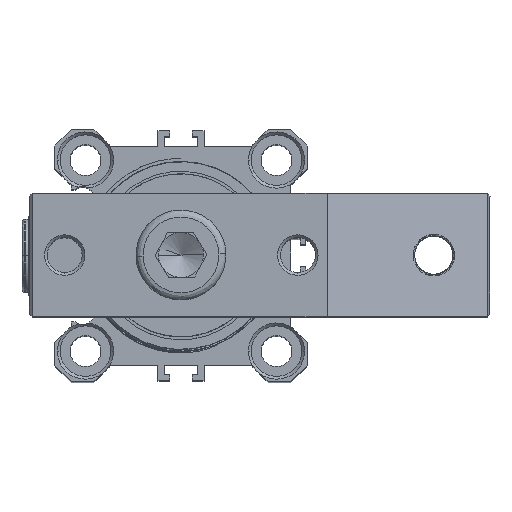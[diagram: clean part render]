
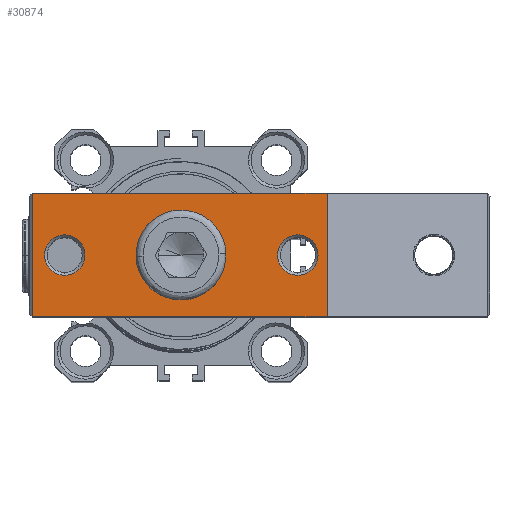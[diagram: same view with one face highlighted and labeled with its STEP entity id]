
A CAD part, top view. The second image highlights one B-rep face of the part: STEP entity #30874.
In plain terms, the highlighted face is planar.
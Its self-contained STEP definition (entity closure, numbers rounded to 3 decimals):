
#315 = VECTOR ( 'NONE', #45392, 1000. ) ;
#320 = VERTEX_POINT ( 'NONE', #14381 ) ;
#662 = CARTESIAN_POINT ( 'NONE',  ( 51.052, 108.154, 0. ) ) ;
#891 = CARTESIAN_POINT ( 'NONE',  ( 97.752, 108.154, 14.6 ) ) ;
#1449 = DIRECTION ( 'NONE',  ( 0., 1., 0. ) ) ;
#2182 = ORIENTED_EDGE ( 'NONE', *, *, #13123, .F. ) ;
#2289 = CIRCLE ( 'NONE', #24033, 3.6 ) ;
#3255 = PLANE ( 'NONE',  #25955 ) ;
#5153 = FACE_BOUND ( 'NONE', #32819, .T. ) ;
#6501 = FACE_BOUND ( 'NONE', #38870, .T. ) ;
#6925 = AXIS2_PLACEMENT_3D ( 'NONE', #34698, #9436, #38959 ) ;
#7515 = CIRCLE ( 'NONE', #24727, 3.6 ) ;
#8144 = CARTESIAN_POINT ( 'NONE',  ( 56.252, 108.154, 7.4 ) ) ;
#8586 = VECTOR ( 'NONE', #32632, 1000. ) ;
#8979 = VECTOR ( 'NONE', #14745, 1000. ) ;
#9436 = DIRECTION ( 'NONE',  ( 0., 1., 0. ) ) ;
#10021 = ORIENTED_EDGE ( 'NONE', *, *, #38824, .F. ) ;
#10936 = VECTOR ( 'NONE', #25792, 1000. ) ;
#11144 = ORIENTED_EDGE ( 'NONE', *, *, #40060, .F. ) ;
#11547 = CARTESIAN_POINT ( 'NONE',  ( 97.752, 108.154, 11. ) ) ;
#11753 = DIRECTION ( 'NONE',  ( 0., 0., -1. ) ) ;
#12141 = VERTEX_POINT ( 'NONE', #26375 ) ;
#12638 = VERTEX_POINT ( 'NONE', #891 ) ;
#13123 = EDGE_CURVE ( 'NONE', #13690, #32798, #39474, .T. ) ;
#13681 = DIRECTION ( 'NONE',  ( 0., 1., 0. ) ) ;
#13690 = VERTEX_POINT ( 'NONE', #33009 ) ;
#13779 = CARTESIAN_POINT ( 'NONE',  ( 97.752, 108.154, 7.4 ) ) ;
#14381 = CARTESIAN_POINT ( 'NONE',  ( 51.052, 108.154, 22. ) ) ;
#14426 = CARTESIAN_POINT ( 'NONE',  ( 103.552, 108.154, 0. ) ) ;
#14745 = DIRECTION ( 'NONE',  ( -1., 0., 0. ) ) ;
#15509 = CARTESIAN_POINT ( 'NONE',  ( 77.052, 108.154, 11. ) ) ;
#15645 = ORIENTED_EDGE ( 'NONE', *, *, #54188, .F. ) ;
#15782 = DIRECTION ( 'NONE',  ( 0., 0., 1. ) ) ;
#16386 = FACE_OUTER_BOUND ( 'NONE', #24411, .T. ) ;
#17579 = VERTEX_POINT ( 'NONE', #8144 ) ;
#18507 = LINE ( 'NONE', #28358, #8586 ) ;
#18623 = EDGE_CURVE ( 'NONE', #43097, #12141, #33357, .T. ) ;
#19405 = VERTEX_POINT ( 'NONE', #31209 ) ;
#19750 = DIRECTION ( 'NONE',  ( 0., 0., 1. ) ) ;
#20565 = CARTESIAN_POINT ( 'NONE',  ( 56.252, 108.154, 11. ) ) ;
#22766 = LINE ( 'NONE', #41156, #315 ) ;
#24033 = AXIS2_PLACEMENT_3D ( 'NONE', #26684, #1449, #30976 ) ;
#24324 = CARTESIAN_POINT ( 'NONE',  ( 77.052, 108.154, 16.75 ) ) ;
#24411 = EDGE_LOOP ( 'NONE', ( #41311, #53689, #11144, #26558 ) ) ;
#24727 = AXIS2_PLACEMENT_3D ( 'NONE', #11547, #41082, #15782 ) ;
#24787 = DIRECTION ( 'NONE',  ( 0., 0., 1. ) ) ;
#25786 = AXIS2_PLACEMENT_3D ( 'NONE', #15509, #45043, #19750 ) ;
#25792 = DIRECTION ( 'NONE',  ( 0., 0., 1. ) ) ;
#25955 = AXIS2_PLACEMENT_3D ( 'NONE', #32791, #37029, #11753 ) ;
#26375 = CARTESIAN_POINT ( 'NONE',  ( 103.552, 108.154, 22. ) ) ;
#26558 = ORIENTED_EDGE ( 'NONE', *, *, #49071, .F. ) ;
#26684 = CARTESIAN_POINT ( 'NONE',  ( 97.752, 108.154, 11. ) ) ;
#28358 = CARTESIAN_POINT ( 'NONE',  ( 51.052, 108.154, 22. ) ) ;
#30874 = ADVANCED_FACE ( 'NONE', ( #16386, #6501, #38835, #5153 ), #3255, .F. ) ;
#30976 = DIRECTION ( 'NONE',  ( 0., 0., 1. ) ) ;
#31135 = CIRCLE ( 'NONE', #25786, 5.75 ) ;
#31209 = CARTESIAN_POINT ( 'NONE',  ( 56.252, 108.154, 14.6 ) ) ;
#31448 = CIRCLE ( 'NONE', #6925, 3.6 ) ;
#31743 = EDGE_CURVE ( 'NONE', #17579, #19405, #31448, .T. ) ;
#31744 = CARTESIAN_POINT ( 'NONE',  ( 104.052, 108.154, 22. ) ) ;
#32632 = DIRECTION ( 'NONE',  ( 0., 0., -1. ) ) ;
#32791 = CARTESIAN_POINT ( 'NONE',  ( 104.052, 108.154, 22. ) ) ;
#32798 = VERTEX_POINT ( 'NONE', #24324 ) ;
#32819 = EDGE_LOOP ( 'NONE', ( #10021, #2182 ) ) ;
#33009 = CARTESIAN_POINT ( 'NONE',  ( 77.052, 108.154, 5.25 ) ) ;
#33357 = LINE ( 'NONE', #50867, #10936 ) ;
#34698 = CARTESIAN_POINT ( 'NONE',  ( 56.252, 108.154, 11. ) ) ;
#37029 = DIRECTION ( 'NONE',  ( 0., -1., 0. ) ) ;
#37933 = ORIENTED_EDGE ( 'NONE', *, *, #53341, .F. ) ;
#38824 = EDGE_CURVE ( 'NONE', #32798, #13690, #31135, .T. ) ;
#38835 = FACE_BOUND ( 'NONE', #43330, .T. ) ;
#38870 = EDGE_LOOP ( 'NONE', ( #47336, #39668 ) ) ;
#38956 = CARTESIAN_POINT ( 'NONE',  ( 77.052, 108.154, 11. ) ) ;
#38959 = DIRECTION ( 'NONE',  ( 0., 0., 1. ) ) ;
#39073 = AXIS2_PLACEMENT_3D ( 'NONE', #20565, #50051, #24787 ) ;
#39474 = CIRCLE ( 'NONE', #46173, 5.75 ) ;
#39668 = ORIENTED_EDGE ( 'NONE', *, *, #31743, .F. ) ;
#40060 = EDGE_CURVE ( 'NONE', #320, #47653, #18507, .T. ) ;
#41082 = DIRECTION ( 'NONE',  ( 0., 1., 0. ) ) ;
#41156 = CARTESIAN_POINT ( 'NONE',  ( 104.052, 108.154, 0. ) ) ;
#41311 = ORIENTED_EDGE ( 'NONE', *, *, #18623, .F. ) ;
#42670 = LINE ( 'NONE', #31744, #8979 ) ;
#43097 = VERTEX_POINT ( 'NONE', #14426 ) ;
#43202 = DIRECTION ( 'NONE',  ( 0., 0., 1. ) ) ;
#43330 = EDGE_LOOP ( 'NONE', ( #37933, #15645 ) ) ;
#44054 = CIRCLE ( 'NONE', #39073, 3.6 ) ;
#45043 = DIRECTION ( 'NONE',  ( 0., 1., 0. ) ) ;
#45392 = DIRECTION ( 'NONE',  ( 1., 0., 0. ) ) ;
#46173 = AXIS2_PLACEMENT_3D ( 'NONE', #38956, #13681, #43202 ) ;
#46398 = EDGE_CURVE ( 'NONE', #19405, #17579, #44054, .T. ) ;
#47336 = ORIENTED_EDGE ( 'NONE', *, *, #46398, .F. ) ;
#47653 = VERTEX_POINT ( 'NONE', #662 ) ;
#49071 = EDGE_CURVE ( 'NONE', #12141, #320, #42670, .T. ) ;
#49521 = VERTEX_POINT ( 'NONE', #13779 ) ;
#50051 = DIRECTION ( 'NONE',  ( 0., 1., 0. ) ) ;
#50867 = CARTESIAN_POINT ( 'NONE',  ( 103.552, 108.154, 22. ) ) ;
#52846 = EDGE_CURVE ( 'NONE', #47653, #43097, #22766, .T. ) ;
#53341 = EDGE_CURVE ( 'NONE', #12638, #49521, #2289, .T. ) ;
#53689 = ORIENTED_EDGE ( 'NONE', *, *, #52846, .F. ) ;
#54188 = EDGE_CURVE ( 'NONE', #49521, #12638, #7515, .T. ) ;
